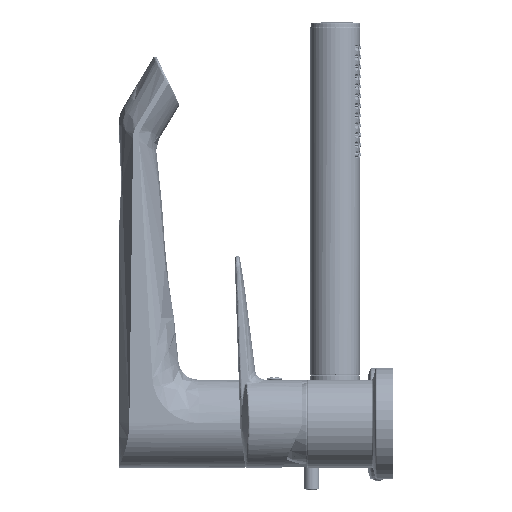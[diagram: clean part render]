
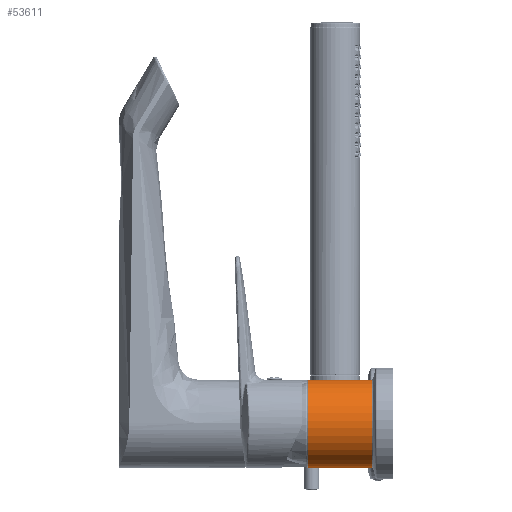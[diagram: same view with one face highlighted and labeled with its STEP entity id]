
A CAD part, left-side view. The second image highlights one B-rep face of the part: STEP entity #53611.
In plain terms, the highlighted cylindrical face has radius 25 mm (diameter 50 mm), a full revolution.
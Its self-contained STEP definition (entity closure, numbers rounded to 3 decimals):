
#6767=LINE('',#78187,#8808);
#8808=VECTOR('',#62877,25.);
#10811=CYLINDRICAL_SURFACE('',#57227,25.);
#13536=FACE_OUTER_BOUND('',#16718,.T.);
#16718=EDGE_LOOP('',(#37103,#37104,#37105,#37106,#37107,#37108,#37109,#37110));
#20205=CIRCLE('',#57220,25.);
#20206=CIRCLE('',#57221,25.);
#20207=CIRCLE('',#57222,25.);
#20212=CIRCLE('',#57228,25.);
#20213=CIRCLE('',#57229,25.);
#20214=CIRCLE('',#57230,25.);
#23264=VERTEX_POINT('',#78140);
#23265=VERTEX_POINT('',#78142);
#23266=VERTEX_POINT('',#78144);
#23269=VERTEX_POINT('',#78181);
#23270=VERTEX_POINT('',#78182);
#23271=VERTEX_POINT('',#78184);
#28563=EDGE_CURVE('',#23264,#23265,#20205,.T.);
#28564=EDGE_CURVE('',#23265,#23266,#20206,.T.);
#28565=EDGE_CURVE('',#23266,#23264,#20207,.T.);
#28570=EDGE_CURVE('',#23269,#23270,#20212,.T.);
#28571=EDGE_CURVE('',#23271,#23269,#20213,.T.);
#28572=EDGE_CURVE('',#23270,#23271,#20214,.T.);
#28573=EDGE_CURVE('',#23270,#23265,#6767,.T.);
#37103=ORIENTED_EDGE('',*,*,#28570,.F.);
#37104=ORIENTED_EDGE('',*,*,#28571,.F.);
#37105=ORIENTED_EDGE('',*,*,#28572,.F.);
#37106=ORIENTED_EDGE('',*,*,#28573,.T.);
#37107=ORIENTED_EDGE('',*,*,#28563,.F.);
#37108=ORIENTED_EDGE('',*,*,#28565,.F.);
#37109=ORIENTED_EDGE('',*,*,#28564,.F.);
#37110=ORIENTED_EDGE('',*,*,#28573,.F.);
#53611=ADVANCED_FACE('',(#13536),#10811,.T.);
#57220=AXIS2_PLACEMENT_3D('',#78143,#62855,#62856);
#57221=AXIS2_PLACEMENT_3D('',#78145,#62857,#62858);
#57222=AXIS2_PLACEMENT_3D('',#78146,#62859,#62860);
#57227=AXIS2_PLACEMENT_3D('',#78180,#62869,#62870);
#57228=AXIS2_PLACEMENT_3D('',#78183,#62871,#62872);
#57229=AXIS2_PLACEMENT_3D('',#78185,#62873,#62874);
#57230=AXIS2_PLACEMENT_3D('',#78186,#62875,#62876);
#62855=DIRECTION('center_axis',(0.,-1.,0.));
#62856=DIRECTION('ref_axis',(1.,0.,0.));
#62857=DIRECTION('center_axis',(0.,-1.,0.));
#62858=DIRECTION('ref_axis',(1.,0.,0.));
#62859=DIRECTION('center_axis',(0.,-1.,0.));
#62860=DIRECTION('ref_axis',(1.,0.,0.));
#62869=DIRECTION('center_axis',(0.,1.,0.));
#62870=DIRECTION('ref_axis',(-1.,0.,0.));
#62871=DIRECTION('center_axis',(0.,1.,0.));
#62872=DIRECTION('ref_axis',(1.,0.,0.));
#62873=DIRECTION('center_axis',(0.,1.,0.));
#62874=DIRECTION('ref_axis',(1.,0.,0.));
#62875=DIRECTION('center_axis',(0.,1.,0.));
#62876=DIRECTION('ref_axis',(1.,0.,0.));
#62877=DIRECTION('',(0.,-1.,0.));
#78140=CARTESIAN_POINT('',(0.,12.33,-25.));
#78142=CARTESIAN_POINT('',(25.,12.33,0.));
#78143=CARTESIAN_POINT('Origin',(0.,12.33,0.));
#78144=CARTESIAN_POINT('',(-25.,12.33,0.));
#78145=CARTESIAN_POINT('Origin',(0.,12.33,0.));
#78146=CARTESIAN_POINT('Origin',(0.,12.33,0.));
#78180=CARTESIAN_POINT('Origin',(0.,30.25,0.));
#78181=CARTESIAN_POINT('',(-25.,48.5,0.));
#78182=CARTESIAN_POINT('',(25.,48.5,0.));
#78183=CARTESIAN_POINT('Origin',(0.,48.5,0.));
#78184=CARTESIAN_POINT('',(0.,48.5,-25.));
#78185=CARTESIAN_POINT('Origin',(0.,48.5,0.));
#78186=CARTESIAN_POINT('Origin',(0.,48.5,0.));
#78187=CARTESIAN_POINT('',(25.,30.25,0.));
